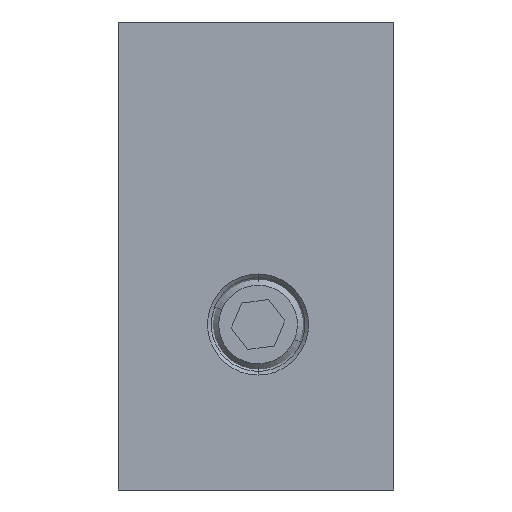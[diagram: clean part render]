
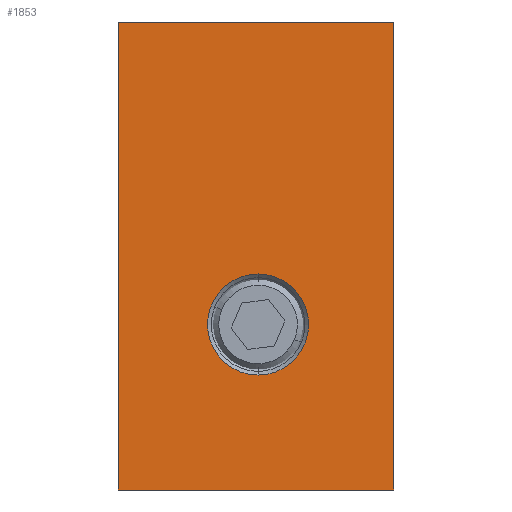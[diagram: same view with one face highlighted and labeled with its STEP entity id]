
A CAD part, left-side view. The second image highlights one B-rep face of the part: STEP entity #1853.
In plain terms, the highlighted planar face has unit normal (-1, 0, 0).
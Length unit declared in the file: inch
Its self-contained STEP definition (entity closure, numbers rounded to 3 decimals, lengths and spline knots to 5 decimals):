
#166 = EDGE_CURVE ( 'NONE', #851, #7614, #1937, .T. ) ;
#318 = EDGE_CURVE ( 'NONE', #7614, #5533, #3472, .T. ) ;
#528 = DIRECTION ( 'NONE',  ( 0., 0., 1. ) ) ;
#851 = VERTEX_POINT ( 'NONE', #7538 ) ;
#1010 = PLANE ( 'NONE',  #6158 ) ;
#1070 = VECTOR ( 'NONE', #7495, 39.37008 ) ;
#1102 = DIRECTION ( 'NONE',  ( 0., 0., -1. ) ) ;
#1166 = EDGE_LOOP ( 'NONE', ( #7283, #5532 ) ) ;
#1351 = LINE ( 'NONE', #7069, #6283 ) ;
#1731 = DIRECTION ( 'NONE',  ( 0., 1., 0. ) ) ;
#1783 = CARTESIAN_POINT ( 'NONE',  ( -3.375, -0.013, -0.183 ) ) ;
#1853 = ADVANCED_FACE ( 'NONE', ( #2392, #6916 ), #1010, .T. ) ;
#1907 = AXIS2_PLACEMENT_3D ( 'NONE', #7348, #4804, #7964 ) ;
#1926 = CARTESIAN_POINT ( 'NONE',  ( -3.375, 0.36, 0.625 ) ) ;
#1937 = LINE ( 'NONE', #2907, #6478 ) ;
#2060 = ORIENTED_EDGE ( 'NONE', *, *, #5809, .T. ) ;
#2114 = LINE ( 'NONE', #3198, #1070 ) ;
#2249 = ORIENTED_EDGE ( 'NONE', *, *, #318, .F. ) ;
#2383 = CARTESIAN_POINT ( 'NONE',  ( -3.375, -0.375, -0.625 ) ) ;
#2392 = FACE_OUTER_BOUND ( 'NONE', #4677, .T. ) ;
#2515 = EDGE_CURVE ( 'NONE', #4138, #3689, #4386, .T. ) ;
#2907 = CARTESIAN_POINT ( 'NONE',  ( -3.375, -0.375, 0.625 ) ) ;
#3098 = VECTOR ( 'NONE', #1731, 39.37008 ) ;
#3198 = CARTESIAN_POINT ( 'NONE',  ( -3.375, 0.36, 0.625 ) ) ;
#3472 = LINE ( 'NONE', #2383, #3098 ) ;
#3521 = CARTESIAN_POINT ( 'NONE',  ( -3.375, 0.36, -0.625 ) ) ;
#3689 = VERTEX_POINT ( 'NONE', #7042 ) ;
#3866 = ORIENTED_EDGE ( 'NONE', *, *, #166, .F. ) ;
#3977 = CARTESIAN_POINT ( 'NONE',  ( -3.375, -0.013, -0.318 ) ) ;
#4053 = CARTESIAN_POINT ( 'NONE',  ( -3.375, 0.375, 0.625 ) ) ;
#4138 = VERTEX_POINT ( 'NONE', #3977 ) ;
#4250 = EDGE_CURVE ( 'NONE', #3689, #4138, #4735, .T. ) ;
#4386 = CIRCLE ( 'NONE', #4695, 0.135 ) ;
#4455 = ORIENTED_EDGE ( 'NONE', *, *, #5927, .F. ) ;
#4660 = DIRECTION ( 'NONE',  ( 0., 0., 1. ) ) ;
#4677 = EDGE_LOOP ( 'NONE', ( #2060, #2249, #3866, #4455 ) ) ;
#4695 = AXIS2_PLACEMENT_3D ( 'NONE', #1783, #7910, #528 ) ;
#4735 = CIRCLE ( 'NONE', #1907, 0.135 ) ;
#4796 = VERTEX_POINT ( 'NONE', #1926 ) ;
#4804 = DIRECTION ( 'NONE',  ( -1., 0., 0. ) ) ;
#5532 = ORIENTED_EDGE ( 'NONE', *, *, #2515, .F. ) ;
#5533 = VERTEX_POINT ( 'NONE', #3521 ) ;
#5809 = EDGE_CURVE ( 'NONE', #4796, #5533, #2114, .T. ) ;
#5927 = EDGE_CURVE ( 'NONE', #4796, #851, #1351, .T. ) ;
#6158 = AXIS2_PLACEMENT_3D ( 'NONE', #4053, #7173, #4660 ) ;
#6283 = VECTOR ( 'NONE', #7039, 39.37008 ) ;
#6478 = VECTOR ( 'NONE', #1102, 39.37008 ) ;
#6916 = FACE_BOUND ( 'NONE', #1166, .T. ) ;
#7039 = DIRECTION ( 'NONE',  ( 0., -1., 0. ) ) ;
#7042 = CARTESIAN_POINT ( 'NONE',  ( -3.375, -0.013, -0.048 ) ) ;
#7069 = CARTESIAN_POINT ( 'NONE',  ( -3.375, -0.375, 0.625 ) ) ;
#7138 = CARTESIAN_POINT ( 'NONE',  ( -3.375, -0.375, -0.625 ) ) ;
#7173 = DIRECTION ( 'NONE',  ( -1., 0., 0. ) ) ;
#7283 = ORIENTED_EDGE ( 'NONE', *, *, #4250, .F. ) ;
#7348 = CARTESIAN_POINT ( 'NONE',  ( -3.375, -0.013, -0.183 ) ) ;
#7495 = DIRECTION ( 'NONE',  ( 0., 0., -1. ) ) ;
#7538 = CARTESIAN_POINT ( 'NONE',  ( -3.375, -0.375, 0.625 ) ) ;
#7614 = VERTEX_POINT ( 'NONE', #7138 ) ;
#7910 = DIRECTION ( 'NONE',  ( -1., 0., 0. ) ) ;
#7964 = DIRECTION ( 'NONE',  ( 0., 0., 1. ) ) ;
